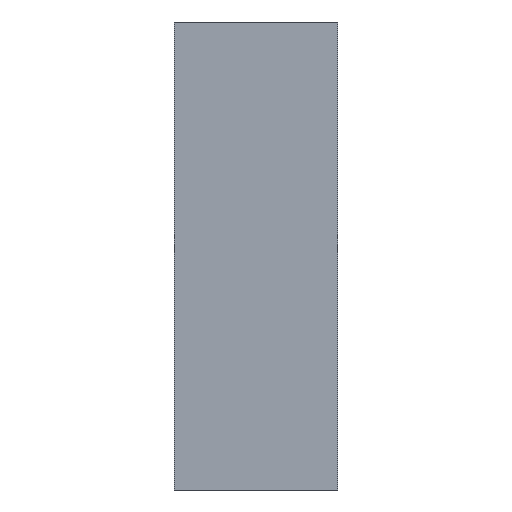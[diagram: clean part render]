
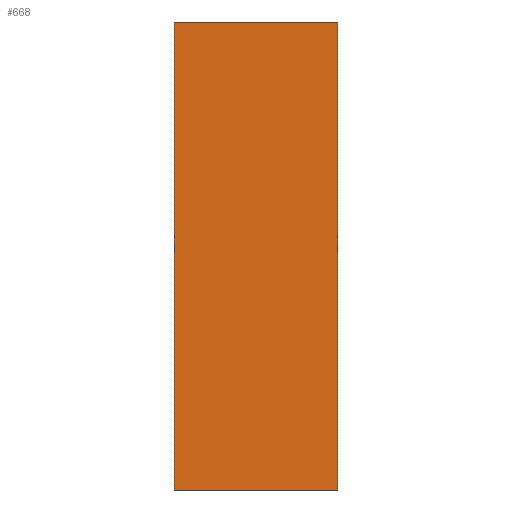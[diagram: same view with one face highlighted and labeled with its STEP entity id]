
A CAD part, left-side view. The second image highlights one B-rep face of the part: STEP entity #668.
In plain terms, the highlighted planar face has unit normal (-1, 0, 0).
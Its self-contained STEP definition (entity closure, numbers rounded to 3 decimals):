
#24 = LINE ( 'NONE', #94, #602 ) ;
#41 = ORIENTED_EDGE ( 'NONE', *, *, #191, .T. ) ;
#60 = FACE_OUTER_BOUND ( 'NONE', #130, .T. ) ;
#84 = CARTESIAN_POINT ( 'NONE',  ( -0.625, 0., 1. ) ) ;
#92 = VECTOR ( 'NONE', #538, 1000. ) ;
#94 = CARTESIAN_POINT ( 'NONE',  ( -0.625, 0.7, 1. ) ) ;
#122 = ORIENTED_EDGE ( 'NONE', *, *, #151, .T. ) ;
#130 = EDGE_LOOP ( 'NONE', ( #122, #295, #632, #41 ) ) ;
#151 = EDGE_CURVE ( 'NONE', #917, #850, #741, .T. ) ;
#162 = DIRECTION ( 'NONE',  ( 0., 0., -1. ) ) ;
#175 = LINE ( 'NONE', #596, #92 ) ;
#191 = EDGE_CURVE ( 'NONE', #620, #917, #24, .T. ) ;
#295 = ORIENTED_EDGE ( 'NONE', *, *, #315, .F. ) ;
#311 = CARTESIAN_POINT ( 'NONE',  ( -0.625, 0., -1. ) ) ;
#315 = EDGE_CURVE ( 'NONE', #422, #850, #175, .T. ) ;
#420 = CARTESIAN_POINT ( 'NONE',  ( -0.625, 0.7, -1. ) ) ;
#422 = VERTEX_POINT ( 'NONE', #854 ) ;
#432 = EDGE_CURVE ( 'NONE', #620, #422, #471, .T. ) ;
#435 = DIRECTION ( 'NONE',  ( 0., 0., -1. ) ) ;
#464 = DIRECTION ( 'NONE',  ( 0., -1., 0. ) ) ;
#471 = LINE ( 'NONE', #775, #902 ) ;
#495 = CARTESIAN_POINT ( 'NONE',  ( -0.625, 0., -1. ) ) ;
#536 = VECTOR ( 'NONE', #869, 1000. ) ;
#538 = DIRECTION ( 'NONE',  ( 0., 0., -1. ) ) ;
#581 = CARTESIAN_POINT ( 'NONE',  ( -0.625, 0.7, 1. ) ) ;
#596 = CARTESIAN_POINT ( 'NONE',  ( -0.625, 0., 1. ) ) ;
#602 = VECTOR ( 'NONE', #162, 1000. ) ;
#620 = VERTEX_POINT ( 'NONE', #581 ) ;
#632 = ORIENTED_EDGE ( 'NONE', *, *, #432, .F. ) ;
#668 = ADVANCED_FACE ( 'NONE', ( #60 ), #728, .F. ) ;
#709 = AXIS2_PLACEMENT_3D ( 'NONE', #84, #884, #435 ) ;
#728 = PLANE ( 'NONE',  #709 ) ;
#741 = LINE ( 'NONE', #495, #536 ) ;
#775 = CARTESIAN_POINT ( 'NONE',  ( -0.625, 0., 1. ) ) ;
#850 = VERTEX_POINT ( 'NONE', #311 ) ;
#854 = CARTESIAN_POINT ( 'NONE',  ( -0.625, 0., 1. ) ) ;
#869 = DIRECTION ( 'NONE',  ( 0., -1., 0. ) ) ;
#884 = DIRECTION ( 'NONE',  ( 1., 0., 0. ) ) ;
#902 = VECTOR ( 'NONE', #464, 1000. ) ;
#917 = VERTEX_POINT ( 'NONE', #420 ) ;
